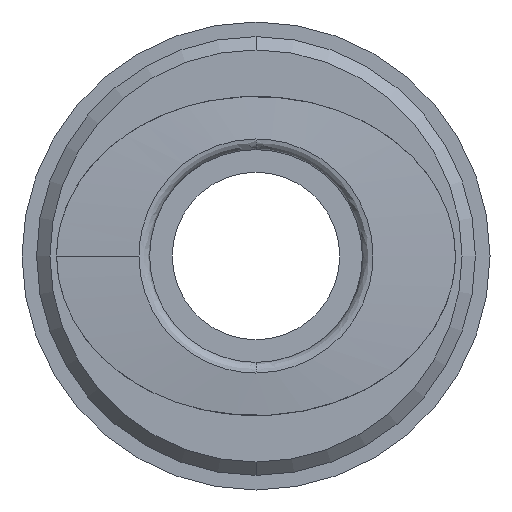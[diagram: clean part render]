
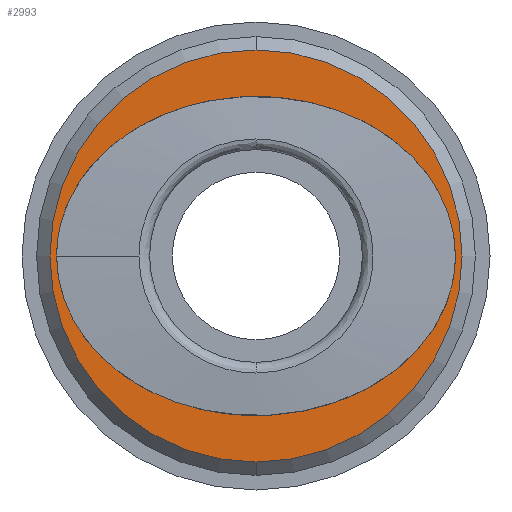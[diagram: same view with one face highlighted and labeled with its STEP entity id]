
A CAD part, front view. The second image highlights one B-rep face of the part: STEP entity #2993.
In plain terms, the highlighted planar face has unit normal (0, -1, 0).
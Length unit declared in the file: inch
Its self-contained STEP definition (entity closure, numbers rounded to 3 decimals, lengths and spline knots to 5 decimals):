
#83 = DIRECTION ( 'NONE',  ( 0., -1., 0. ) ) ;
#98 = CARTESIAN_POINT ( 'NONE',  ( -0.29528, -0.68504, 0. ) ) ;
#133 = CARTESIAN_POINT ( 'NONE',  ( 0.29528, -0.68504, -0.23622 ) ) ;
#155 = AXIS2_PLACEMENT_3D ( 'NONE', #750, #2366, #992 ) ;
#162 = DIRECTION ( 'NONE',  ( 0., 0., 1. ) ) ;
#192 = ORIENTED_EDGE ( 'NONE', *, *, #267, .T. ) ;
#214 = ORIENTED_EDGE ( 'NONE', *, *, #655, .T. ) ;
#267 = EDGE_CURVE ( 'NONE', #1060, #2817, #2655, .T. ) ;
#403 = AXIS2_PLACEMENT_3D ( 'NONE', #2930, #1554, #162 ) ;
#418 = EDGE_CURVE ( 'NONE', #2462, #873, #2997, .T. ) ;
#513 = AXIS2_PLACEMENT_3D ( 'NONE', #1470, #83, #1702 ) ;
#629 = CARTESIAN_POINT ( 'NONE',  ( 0.29528, -0.68504, 0. ) ) ;
#655 = EDGE_CURVE ( 'NONE', #2817, #1060, #1599, .T. ) ;
#750 = CARTESIAN_POINT ( 'NONE',  ( 0., -0.68504, 0. ) ) ;
#783 = CARTESIAN_POINT ( 'NONE',  ( 0., -0.68504, 0.23622 ) ) ;
#873 = VERTEX_POINT ( 'NONE', #1223 ) ;
#992 = DIRECTION ( 'NONE',  ( 0., 0., 1. ) ) ;
#1056 = CARTESIAN_POINT ( 'NONE',  ( -0.29528, -0.68504, -0.23622 ) ) ;
#1060 = VERTEX_POINT ( 'NONE', #1485 ) ;
#1148 = EDGE_LOOP ( 'NONE', ( #214, #192 ) ) ;
#1223 = CARTESIAN_POINT ( 'NONE',  ( -0.29528, -0.68504, 0. ) ) ;
#1436 = CARTESIAN_POINT ( 'NONE',  ( 0., -0.68504, 0.30512 ) ) ;
#1470 = CARTESIAN_POINT ( 'NONE',  ( -0.3002, -0.68504, 0. ) ) ;
#1485 = CARTESIAN_POINT ( 'NONE',  ( 0., -0.68504, -0.30512 ) ) ;
#1488 = CARTESIAN_POINT ( 'NONE',  ( -0.29528, -0.68504, 0.23622 ) ) ;
#1526 = CARTESIAN_POINT ( 'NONE',  ( 0., -0.68504, -0.23622 ) ) ;
#1554 = DIRECTION ( 'NONE',  ( 0., -1., 0. ) ) ;
#1599 = CIRCLE ( 'NONE', #403, 0.30512 ) ;
#1679 = EDGE_LOOP ( 'NONE', ( #2072, #2520 ) ) ;
#1699 = CARTESIAN_POINT ( 'NONE',  ( 0.29528, -0.68504, 0.23622 ) ) ;
#1702 = DIRECTION ( 'NONE',  ( 0., 0., -1. ) ) ;
#1752 = CARTESIAN_POINT ( 'NONE',  ( 0.29528, -0.68504, 0. ) ) ;
#1934 = FACE_OUTER_BOUND ( 'NONE', #1148, .T. ) ;
#2072 = ORIENTED_EDGE ( 'NONE', *, *, #2115, .F. ) ;
#2115 = EDGE_CURVE ( 'NONE', #873, #2462, #2918, .T. ) ;
#2366 = DIRECTION ( 'NONE',  ( 0., -1., 0. ) ) ;
#2380 = PLANE ( 'NONE',  #513 ) ;
#2462 = VERTEX_POINT ( 'NONE', #629 ) ;
#2520 = ORIENTED_EDGE ( 'NONE', *, *, #418, .F. ) ;
#2655 = CIRCLE ( 'NONE', #155, 0.30512 ) ;
#2669 = CARTESIAN_POINT ( 'NONE',  ( -0.29528, -0.68504, 0. ) ) ;
#2788 = FACE_BOUND ( 'NONE', #1679, .T. ) ;
#2817 = VERTEX_POINT ( 'NONE', #1436 ) ;
#2868 = CARTESIAN_POINT ( 'NONE',  ( 0.29528, -0.68504, 0. ) ) ;
#2918 =( BOUNDED_CURVE ( )  B_SPLINE_CURVE ( 2, ( #2669, #1056, #1526, #133, #1752 ),
 .UNSPECIFIED., .F., .F. ) 
 B_SPLINE_CURVE_WITH_KNOTS ( ( 3, 2, 3 ),
 ( 0., 0.01061, 0.02122 ),
 .UNSPECIFIED. ) 
 CURVE ( )  GEOMETRIC_REPRESENTATION_ITEM ( )  RATIONAL_B_SPLINE_CURVE ( ( 1., 0.707, 1., 0.707, 1. ) ) 
 REPRESENTATION_ITEM ( '' )  );
#2930 = CARTESIAN_POINT ( 'NONE',  ( 0., -0.68504, 0. ) ) ;
#2993 = ADVANCED_FACE ( 'NONE', ( #2788, #1934 ), #2380, .T. ) ;
#2997 =( BOUNDED_CURVE ( )  B_SPLINE_CURVE ( 2, ( #2868, #1699, #783, #1488, #98 ),
 .UNSPECIFIED., .F., .F. ) 
 B_SPLINE_CURVE_WITH_KNOTS ( ( 3, 2, 3 ),
 ( 0.02122, 0.03181, 0.04239 ),
 .UNSPECIFIED. ) 
 CURVE ( )  GEOMETRIC_REPRESENTATION_ITEM ( )  RATIONAL_B_SPLINE_CURVE ( ( 1., 0.707, 1., 0.707, 1. ) ) 
 REPRESENTATION_ITEM ( '' )  );
